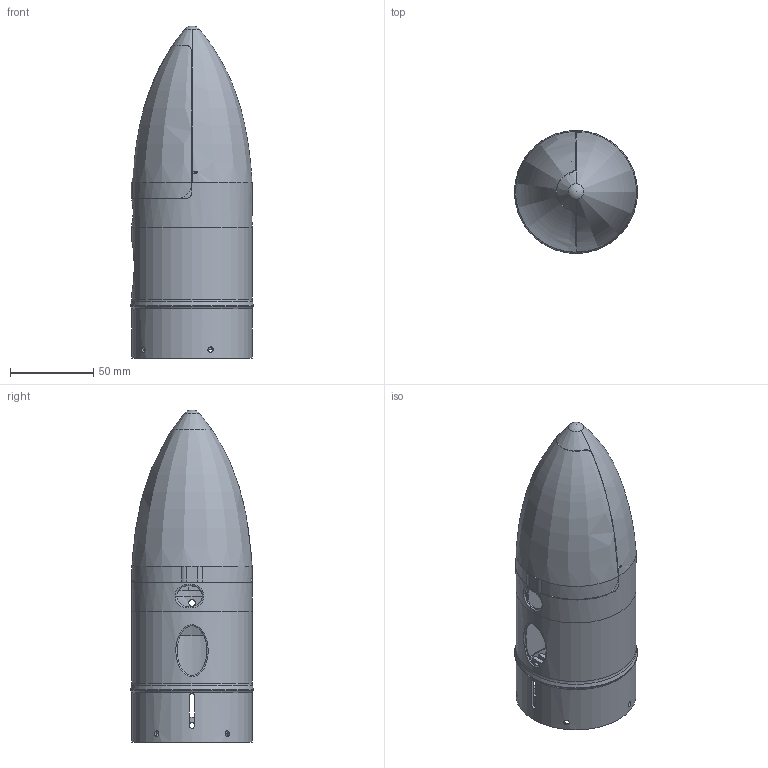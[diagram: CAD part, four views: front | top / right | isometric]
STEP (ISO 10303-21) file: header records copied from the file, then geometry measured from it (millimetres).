
FILE_DESCRIPTION(/* description */ (''),/* implementation_level */ '2;1');
FILE_NAME(/* name */ 'e84bf1f6-919a-4388-85f9-beaa2a38e94b.stp',/* time_stamp */ '2022-04-02T07:21:08+00:00',/* author */ (''),/* organization */ (''),/* preprocessor_version */ 'ST-DEVELOPER v18.1',/* originating_system */ 'Autodesk Translation Framework v10.14.0.1471',/* authorisation */ '');
FILE_SCHEMA (('AUTOMOTIVE_DESIGN { 1 0 10303 214 3 1 1 }'));
Length unit declared in the file: millimetre
Products named in the file (1): Fairing 2
Bounding box: 74.22 x 74.22 x 199.99 mm (x, y, z)
Volume: 94368.8 mm3; surface area: 100054.7 mm2
Topology: 4 solids, 4 shells, 274 faces, 826 edges, 546 vertices
Faces by surface type: plane 112, cylinder 105, bspline 30, torus 18, cone 6, sphere 3
Full cylindrical faces by diameter (mm): 0.9 x2, 3 x2, 3.4 x7, 4 x2, 5.4 x2, 5.5 x2, 67.8 x1, 69.2 x2, 72.4 x3
Entity records: 13206 total; most frequent: CARTESIAN_POINT 5951, ORIENTED_EDGE 1642, DIRECTION 1355, EDGE_CURVE 821, VERTEX_POINT 546, AXIS2_PLACEMENT_3D 503, LINE 349, VECTOR 349
